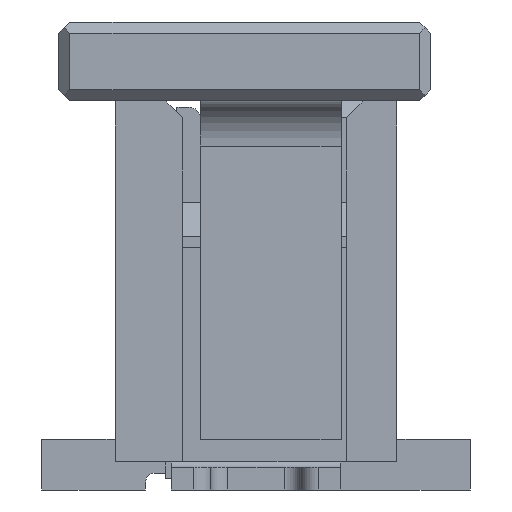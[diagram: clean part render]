
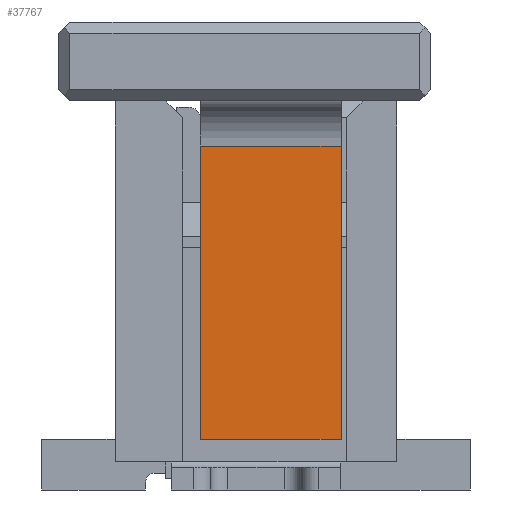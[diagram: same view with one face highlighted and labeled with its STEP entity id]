
A CAD part, left-side view. The second image highlights one B-rep face of the part: STEP entity #37767.
In plain terms, the highlighted planar face has unit normal (-1, 0, 0).
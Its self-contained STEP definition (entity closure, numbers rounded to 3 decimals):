
#6424=DIRECTION('',(0.,0.,-1.));
#6425=VECTOR('',#6424,2.6);
#6426=CARTESIAN_POINT('',(-11.15,0.495,-0.4));
#6427=LINE('',#6426,#6425);
#12028=DIRECTION('',(0.,0.,-1.));
#12029=VECTOR('',#12028,2.6);
#12030=CARTESIAN_POINT('',(-11.15,-0.755,-0.4));
#12031=LINE('',#12030,#12029);
#12091=DIRECTION('',(0.,-1.,0.));
#12092=VECTOR('',#12091,1.25);
#12093=CARTESIAN_POINT('',(-11.15,0.495,-3.));
#12094=LINE('',#12093,#12092);
#12099=DIRECTION('',(0.,1.,0.));
#12100=VECTOR('',#12099,1.25);
#12101=CARTESIAN_POINT('',(-11.15,-0.755,-0.4));
#12102=LINE('',#12101,#12100);
#18504=CARTESIAN_POINT('',(-11.15,0.495,-0.4));
#18505=CARTESIAN_POINT('',(-11.15,0.495,-3.));
#18506=VERTEX_POINT('',#18504);
#18507=VERTEX_POINT('',#18505);
#18574=CARTESIAN_POINT('',(-11.15,-0.755,-0.4));
#18575=CARTESIAN_POINT('',(-11.15,-0.755,-3.));
#18576=VERTEX_POINT('',#18574);
#18577=VERTEX_POINT('',#18575);
#37755=CARTESIAN_POINT('',(-11.15,-0.03,-0.4));
#37756=DIRECTION('',(-1.,0.,0.));
#37757=DIRECTION('',(0.,0.,-1.));
#37758=AXIS2_PLACEMENT_3D('',#37755,#37756,#37757);
#37759=PLANE('',#37758);
#37761=ORIENTED_EDGE('',*,*,#37760,.F.);
#37762=ORIENTED_EDGE('',*,*,#37644,.T.);
#37763=ORIENTED_EDGE('',*,*,#37747,.F.);
#37764=ORIENTED_EDGE('',*,*,#28521,.F.);
#37765=EDGE_LOOP('',(#37761,#37762,#37763,#37764));
#37766=FACE_OUTER_BOUND('',#37765,.F.);
#28521=EDGE_CURVE('',#18506,#18507,#6427,.T.);
#37644=EDGE_CURVE('',#18576,#18577,#12031,.T.);
#37747=EDGE_CURVE('',#18507,#18577,#12094,.T.);
#37760=EDGE_CURVE('',#18576,#18506,#12102,.T.);
#37767=ADVANCED_FACE('',(#37766),#37759,.T.);
